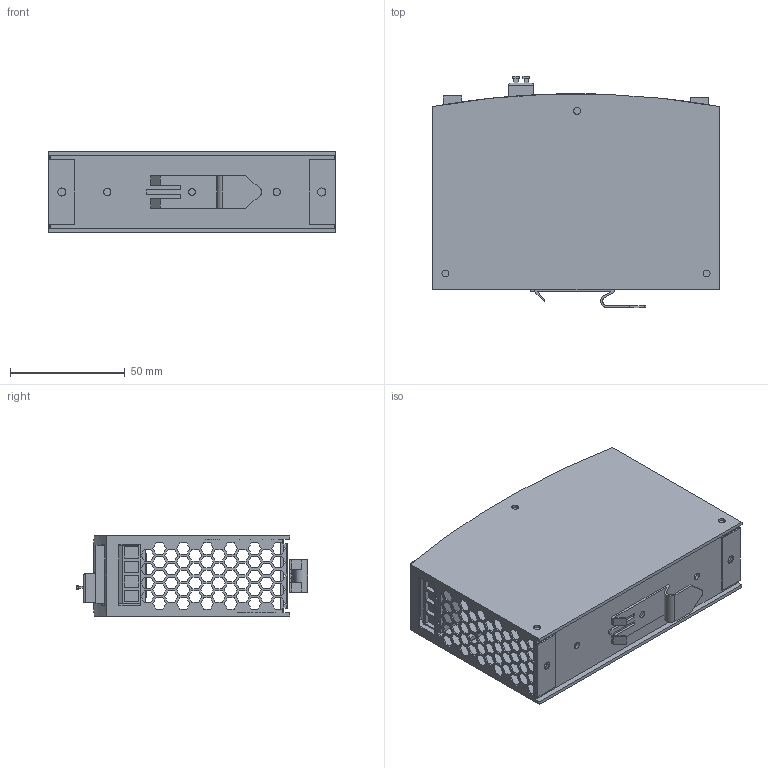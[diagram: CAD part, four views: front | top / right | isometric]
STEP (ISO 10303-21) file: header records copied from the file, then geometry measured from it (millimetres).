
FILE_DESCRIPTION (( 'STEP AP214' ), '1' );
FILE_NAME ('F612EDR-6.35-3P+6.35-4P-´øDC OK-2025.11.11.STEP', '2025-11-11T06:34:51', ( '' ), ( '' ), 'SwSTEP 2.0', 'SolidWorks 2020', '' );
FILE_SCHEMA (( 'AUTOMOTIVE_DESIGN' ));
Length unit declared in the file: millimetre
Products named in the file (1): F612EDR-6.35-3P+6.35-4P-湍DC OK-2025.11.11
Bounding box: 125 x 101.02 x 35 mm (x, y, z)
Volume: 52266.6 mm3; surface area: 71494.1 mm2
Topology: 7 solids, 7 shells, 992 faces, 2859 edges, 1894 vertices
Faces by surface type: plane 904, cylinder 74, bspline 14
Entity records: 33648 total; most frequent: CARTESIAN_POINT 6434, ORIENTED_EDGE 5718, DIRECTION 4913, EDGE_CURVE 2859, VECTOR 2599, LINE 2599, VERTEX_POINT 1894, EDGE_LOOP 1275
